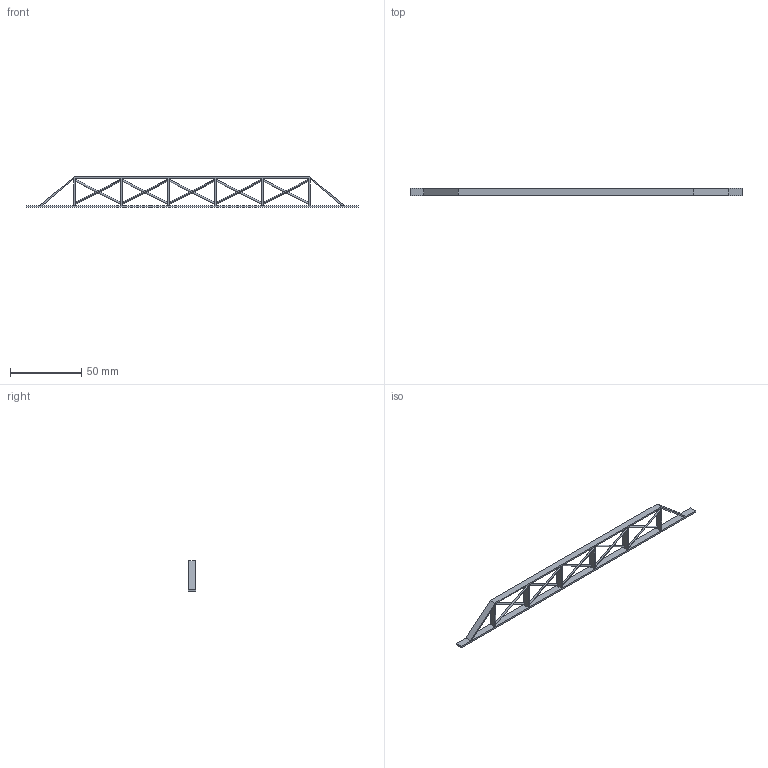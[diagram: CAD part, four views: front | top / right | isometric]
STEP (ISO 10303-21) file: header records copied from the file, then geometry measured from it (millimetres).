
FILE_DESCRIPTION((''),'2;1');
FILE_NAME('TRUSS','2022-07-06T10:10:39',('e765726'),(''),'CREO PARAMETRIC BY PTC INC, 2022024','CREO PARAMETRIC BY PTC INC, 2022024','');
FILE_SCHEMA(('CONFIG_CONTROL_DESIGN'));
Length unit declared in the file: millimetre
Products named in the file (1): TRUSS
Bounding box: 233.68 x 5.08 x 21.51 mm (x, y, z)
Volume: 3540.4 mm3; surface area: 8129 mm2
Topology: 1 solids, 1 shells, 50 faces, 165 edges, 114 vertices
Faces by surface type: plane 30, cylinder 20
Entity records: 2028 total; most frequent: CARTESIAN_POINT 556, ORIENTED_EDGE 324, DIRECTION 227, EDGE_CURVE 162, VECTOR 125, LINE 125, VERTEX_POINT 108, EDGE_LOOP 78
